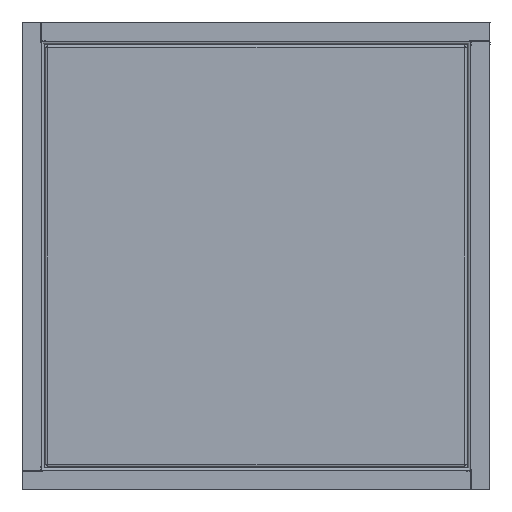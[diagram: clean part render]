
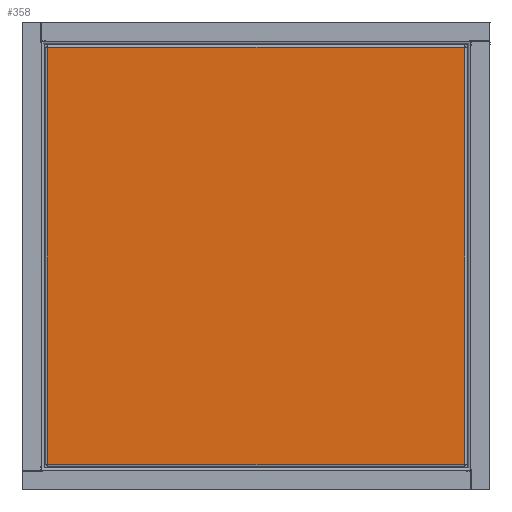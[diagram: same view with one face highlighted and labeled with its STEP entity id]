
A CAD part, front view. The second image highlights one B-rep face of the part: STEP entity #358.
In plain terms, the highlighted face is planar.
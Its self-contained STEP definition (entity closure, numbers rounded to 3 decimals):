
#27 = VECTOR ( 'NONE', #1937, 1000. ) ;
#67 = DIRECTION ( 'NONE',  ( 1., 0., 0. ) ) ;
#74 = VERTEX_POINT ( 'NONE', #1868 ) ;
#92 = DIRECTION ( 'NONE',  ( 0., -1., 0. ) ) ;
#106 = DIRECTION ( 'NONE',  ( 0., 1., 0. ) ) ;
#121 = VERTEX_POINT ( 'NONE', #2266 ) ;
#213 = DIRECTION ( 'NONE',  ( 0., -1., 0. ) ) ;
#217 = ORIENTED_EDGE ( 'NONE', *, *, #2043, .F. ) ;
#221 = CARTESIAN_POINT ( 'NONE',  ( -188.7, 191.1, 29. ) ) ;
#247 = CARTESIAN_POINT ( 'NONE',  ( -188.7, -188.7, 29. ) ) ;
#248 = ORIENTED_EDGE ( 'NONE', *, *, #1567, .F. ) ;
#258 = DIRECTION ( 'NONE',  ( -1., 0., 0. ) ) ;
#275 = VERTEX_POINT ( 'NONE', #875 ) ;
#304 = VERTEX_POINT ( 'NONE', #1739 ) ;
#305 = EDGE_CURVE ( 'NONE', #686, #275, #404, .T. ) ;
#342 = CARTESIAN_POINT ( 'NONE',  ( 188.7, 191.1, 29. ) ) ;
#358 = ADVANCED_FACE ( 'NONE', ( #468 ), #2339, .F. ) ;
#368 = LINE ( 'NONE', #221, #1195 ) ;
#383 = AXIS2_PLACEMENT_3D ( 'NONE', #1945, #1113, #2546 ) ;
#389 = VECTOR ( 'NONE', #855, 1000. ) ;
#391 = EDGE_CURVE ( 'NONE', #275, #121, #521, .T. ) ;
#404 = LINE ( 'NONE', #2526, #27 ) ;
#419 = CARTESIAN_POINT ( 'NONE',  ( 188.7, -188.7, 29. ) ) ;
#447 = EDGE_CURVE ( 'NONE', #646, #74, #821, .T. ) ;
#460 = CARTESIAN_POINT ( 'NONE',  ( -189., -188.7, 29. ) ) ;
#461 = ORIENTED_EDGE ( 'NONE', *, *, #305, .F. ) ;
#468 = FACE_OUTER_BOUND ( 'NONE', #1302, .T. ) ;
#490 = VERTEX_POINT ( 'NONE', #1158 ) ;
#521 = LINE ( 'NONE', #1764, #566 ) ;
#551 = LINE ( 'NONE', #836, #389 ) ;
#566 = VECTOR ( 'NONE', #907, 1000. ) ;
#637 = VERTEX_POINT ( 'NONE', #247 ) ;
#646 = VERTEX_POINT ( 'NONE', #838 ) ;
#661 = EDGE_CURVE ( 'NONE', #2575, #1442, #1205, .T. ) ;
#673 = CARTESIAN_POINT ( 'NONE',  ( 189., -188.7, 29. ) ) ;
#686 = VERTEX_POINT ( 'NONE', #460 ) ;
#704 = LINE ( 'NONE', #1060, #2398 ) ;
#802 = ORIENTED_EDGE ( 'NONE', *, *, #1191, .F. ) ;
#821 = LINE ( 'NONE', #1589, #824 ) ;
#824 = VECTOR ( 'NONE', #1379, 1000. ) ;
#836 = CARTESIAN_POINT ( 'NONE',  ( 188.7, -189., 29. ) ) ;
#838 = CARTESIAN_POINT ( 'NONE',  ( -188.7, 189., 29. ) ) ;
#855 = DIRECTION ( 'NONE',  ( -1., 0., 0. ) ) ;
#864 = ORIENTED_EDGE ( 'NONE', *, *, #2220, .F. ) ;
#875 = CARTESIAN_POINT ( 'NONE',  ( -189., 188.7, 29. ) ) ;
#886 = VERTEX_POINT ( 'NONE', #1959 ) ;
#907 = DIRECTION ( 'NONE',  ( 1., 0., 0. ) ) ;
#958 = ORIENTED_EDGE ( 'NONE', *, *, #661, .F. ) ;
#1012 = CARTESIAN_POINT ( 'NONE',  ( 189., 188.7, 29. ) ) ;
#1060 = CARTESIAN_POINT ( 'NONE',  ( 188.7, 191.1, 29. ) ) ;
#1113 = DIRECTION ( 'NONE',  ( 0., 0., -1. ) ) ;
#1158 = CARTESIAN_POINT ( 'NONE',  ( 189., 188.7, 29. ) ) ;
#1191 = EDGE_CURVE ( 'NONE', #1442, #886, #2325, .T. ) ;
#1195 = VECTOR ( 'NONE', #106, 1000. ) ;
#1205 = LINE ( 'NONE', #2270, #1263 ) ;
#1261 = VECTOR ( 'NONE', #1571, 1000. ) ;
#1263 = VECTOR ( 'NONE', #258, 1000. ) ;
#1293 = LINE ( 'NONE', #1989, #1261 ) ;
#1302 = EDGE_LOOP ( 'NONE', ( #461, #1559, #864, #217, #802, #958, #1607, #1563, #248, #1860, #1762, #1408 ) ) ;
#1307 = CARTESIAN_POINT ( 'NONE',  ( -191.1, 188.7, 29. ) ) ;
#1379 = DIRECTION ( 'NONE',  ( 1., 0., 0. ) ) ;
#1408 = ORIENTED_EDGE ( 'NONE', *, *, #391, .F. ) ;
#1442 = VERTEX_POINT ( 'NONE', #419 ) ;
#1510 = DIRECTION ( 'NONE',  ( -1., 0., 0. ) ) ;
#1526 = EDGE_CURVE ( 'NONE', #490, #2575, #1966, .T. ) ;
#1559 = ORIENTED_EDGE ( 'NONE', *, *, #2576, .F. ) ;
#1563 = ORIENTED_EDGE ( 'NONE', *, *, #2584, .F. ) ;
#1567 = EDGE_CURVE ( 'NONE', #74, #304, #704, .T. ) ;
#1571 = DIRECTION ( 'NONE',  ( 0., 1., 0. ) ) ;
#1589 = CARTESIAN_POINT ( 'NONE',  ( -188.7, 189., 29. ) ) ;
#1607 = ORIENTED_EDGE ( 'NONE', *, *, #1526, .F. ) ;
#1707 = DIRECTION ( 'NONE',  ( 0., -1., 0. ) ) ;
#1739 = CARTESIAN_POINT ( 'NONE',  ( 188.7, 188.7, 29. ) ) ;
#1762 = ORIENTED_EDGE ( 'NONE', *, *, #1988, .F. ) ;
#1764 = CARTESIAN_POINT ( 'NONE',  ( -191.1, 188.7, 29. ) ) ;
#1790 = LINE ( 'NONE', #1919, #1823 ) ;
#1805 = VECTOR ( 'NONE', #213, 1000. ) ;
#1823 = VECTOR ( 'NONE', #1510, 1000. ) ;
#1860 = ORIENTED_EDGE ( 'NONE', *, *, #447, .F. ) ;
#1868 = CARTESIAN_POINT ( 'NONE',  ( 188.7, 189., 29. ) ) ;
#1919 = CARTESIAN_POINT ( 'NONE',  ( -191.1, -188.7, 29. ) ) ;
#1937 = DIRECTION ( 'NONE',  ( 0., 1., 0. ) ) ;
#1945 = CARTESIAN_POINT ( 'NONE',  ( -191.1, 191.1, 29. ) ) ;
#1959 = CARTESIAN_POINT ( 'NONE',  ( 188.7, -189., 29. ) ) ;
#1966 = LINE ( 'NONE', #1012, #2208 ) ;
#1988 = EDGE_CURVE ( 'NONE', #121, #646, #1293, .T. ) ;
#1989 = CARTESIAN_POINT ( 'NONE',  ( -188.7, 191.1, 29. ) ) ;
#2043 = EDGE_CURVE ( 'NONE', #886, #2247, #551, .T. ) ;
#2046 = CARTESIAN_POINT ( 'NONE',  ( -188.7, -189., 29. ) ) ;
#2208 = VECTOR ( 'NONE', #92, 1000. ) ;
#2220 = EDGE_CURVE ( 'NONE', #2247, #637, #368, .T. ) ;
#2247 = VERTEX_POINT ( 'NONE', #2046 ) ;
#2266 = CARTESIAN_POINT ( 'NONE',  ( -188.7, 188.7, 29. ) ) ;
#2270 = CARTESIAN_POINT ( 'NONE',  ( -191.1, -188.7, 29. ) ) ;
#2274 = VECTOR ( 'NONE', #67, 1000. ) ;
#2325 = LINE ( 'NONE', #342, #1805 ) ;
#2339 = PLANE ( 'NONE',  #383 ) ;
#2371 = LINE ( 'NONE', #1307, #2274 ) ;
#2398 = VECTOR ( 'NONE', #1707, 1000. ) ;
#2526 = CARTESIAN_POINT ( 'NONE',  ( -189., -188.7, 29. ) ) ;
#2546 = DIRECTION ( 'NONE',  ( -1., 0., 0. ) ) ;
#2575 = VERTEX_POINT ( 'NONE', #673 ) ;
#2576 = EDGE_CURVE ( 'NONE', #637, #686, #1790, .T. ) ;
#2584 = EDGE_CURVE ( 'NONE', #304, #490, #2371, .T. ) ;
